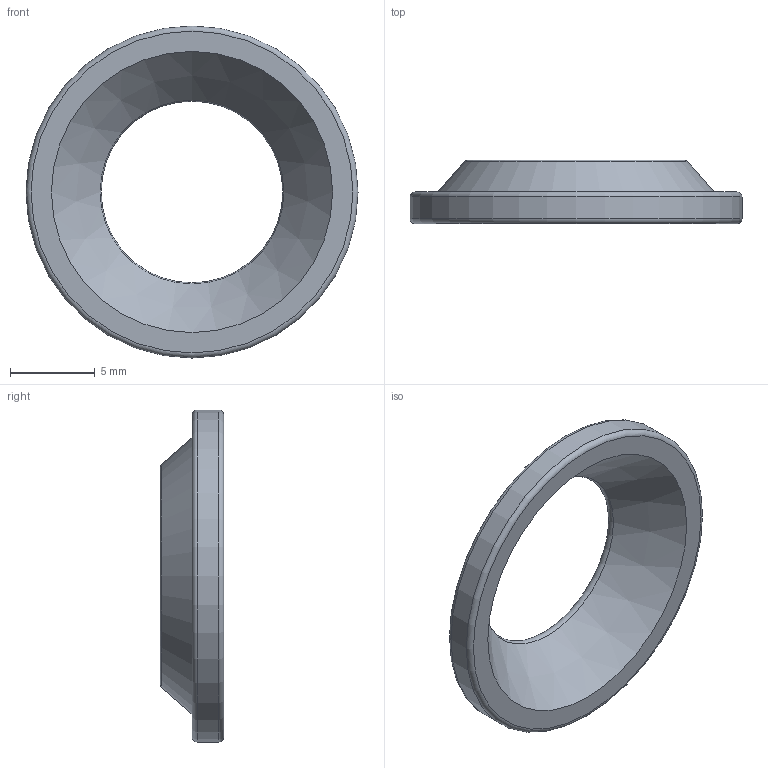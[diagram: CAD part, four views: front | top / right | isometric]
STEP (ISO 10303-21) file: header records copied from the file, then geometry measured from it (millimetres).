
FILE_DESCRIPTION(/* description */ (''),/* implementation_level */ '2;1');
FILE_NAME(/* name */ 'lhp73b cone v1.step',/* time_stamp */ '2025-08-16T09:23:30+02:00',/* author */ (''),/* organization */ (''),/* preprocessor_version */ 'ST-DEVELOPER v20.1',/* originating_system */ 'Autodesk Translation Framework v14.10.0.0',/* authorisation */ '');
FILE_SCHEMA (('AUTOMOTIVE_DESIGN { 1 0 10303 214 3 1 1 }'));
Length unit declared in the file: millimetre
Products named in the file (1): lhp73b cone
Bounding box: 19.6 x 3.75 x 19.6 mm (x, y, z)
Volume: 345.9 mm3; surface area: 634.8 mm2
Topology: 1 solids, 1 shells, 10 faces, 17 edges, 10 vertices
Faces by surface type: torus 4, plane 3, cone 2, cylinder 1
Full cylindrical faces by diameter (mm): 19.605 x1
Entity records: 280 total; most frequent: DIRECTION 53, CARTESIAN_POINT 38, ORIENTED_EDGE 34, AXIS2_PLACEMENT_3D 25, EDGE_CURVE 17, CIRCLE 14, EDGE_LOOP 13, FACE_OUTER_BOUND 10
